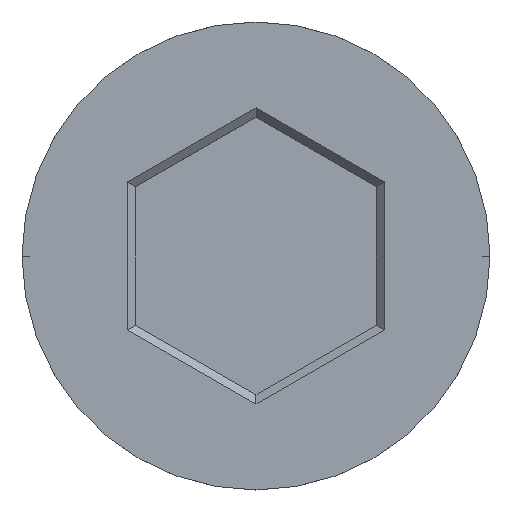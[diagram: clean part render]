
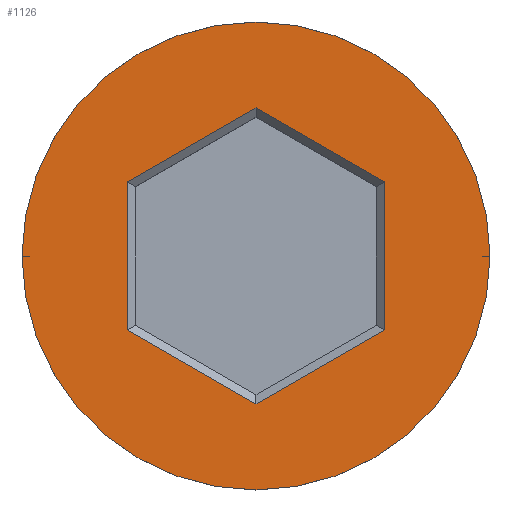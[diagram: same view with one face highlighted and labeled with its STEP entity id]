
A CAD part, top view. The second image highlights one B-rep face of the part: STEP entity #1126.
In plain terms, the highlighted planar face has unit normal (0, 0, 1).
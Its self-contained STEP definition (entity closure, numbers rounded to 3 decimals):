
#6 = DIRECTION ( 'NONE',  ( 0., -1., 0. ) ) ;
#12 = CARTESIAN_POINT ( 'NONE',  ( -5.75, 0., 0. ) ) ;
#39 = DIRECTION ( 'NONE',  ( 1., 0., 0. ) ) ;
#52 = ORIENTED_EDGE ( 'NONE', *, *, #660, .T. ) ;
#59 = EDGE_CURVE ( 'NONE', #1010, #61, #1076, .T. ) ;
#61 = VERTEX_POINT ( 'NONE', #12 ) ;
#66 = CARTESIAN_POINT ( 'NONE',  ( 0., -3.637, 0. ) ) ;
#69 = DIRECTION ( 'NONE',  ( 0.866, 0.5, 0. ) ) ;
#93 = CARTESIAN_POINT ( 'NONE',  ( -3.05, -1.876, 0. ) ) ;
#111 = EDGE_CURVE ( 'NONE', #472, #837, #673, .T. ) ;
#113 = CARTESIAN_POINT ( 'NONE',  ( -3.15, 1.819, 0. ) ) ;
#121 = CIRCLE ( 'NONE', #137, 5.75 ) ;
#136 = CARTESIAN_POINT ( 'NONE',  ( -3.15, -1.819, 0. ) ) ;
#137 = AXIS2_PLACEMENT_3D ( 'NONE', #267, #729, #150 ) ;
#146 = LINE ( 'NONE', #1363, #222 ) ;
#150 = DIRECTION ( 'NONE',  ( 1., 0., 0. ) ) ;
#172 = VERTEX_POINT ( 'NONE', #66 ) ;
#204 = ORIENTED_EDGE ( 'NONE', *, *, #250, .T. ) ;
#214 = CARTESIAN_POINT ( 'NONE',  ( 3.15, 1.819, 0. ) ) ;
#222 = VECTOR ( 'NONE', #715, 1000. ) ;
#231 = VERTEX_POINT ( 'NONE', #449 ) ;
#232 = CARTESIAN_POINT ( 'NONE',  ( 3.15, -1.703, 0. ) ) ;
#242 = VECTOR ( 'NONE', #1023, 1000. ) ;
#250 = EDGE_CURVE ( 'NONE', #837, #231, #699, .T. ) ;
#263 = FACE_BOUND ( 'NONE', #766, .T. ) ;
#267 = CARTESIAN_POINT ( 'NONE',  ( 0., 0., 0. ) ) ;
#296 = VECTOR ( 'NONE', #6, 1000. ) ;
#298 = ORIENTED_EDGE ( 'NONE', *, *, #1072, .T. ) ;
#307 = CARTESIAN_POINT ( 'NONE',  ( 0.1, -3.58, 0. ) ) ;
#376 = EDGE_CURVE ( 'NONE', #172, #647, #503, .T. ) ;
#401 = CARTESIAN_POINT ( 'NONE',  ( 0., 0., 0. ) ) ;
#439 = ORIENTED_EDGE ( 'NONE', *, *, #111, .T. ) ;
#444 = LINE ( 'NONE', #307, #1015 ) ;
#446 = ORIENTED_EDGE ( 'NONE', *, *, #376, .T. ) ;
#449 = CARTESIAN_POINT ( 'NONE',  ( 3.15, -1.819, 0. ) ) ;
#472 = VERTEX_POINT ( 'NONE', #819 ) ;
#503 = LINE ( 'NONE', #93, #533 ) ;
#506 = CARTESIAN_POINT ( 'NONE',  ( 5.75, 0., 0. ) ) ;
#510 = LINE ( 'NONE', #966, #534 ) ;
#529 = CARTESIAN_POINT ( 'NONE',  ( 0., 0., 0. ) ) ;
#533 = VECTOR ( 'NONE', #1443, 1000. ) ;
#534 = VECTOR ( 'NONE', #69, 1000. ) ;
#562 = CARTESIAN_POINT ( 'NONE',  ( 3.05, 1.876, 0. ) ) ;
#647 = VERTEX_POINT ( 'NONE', #136 ) ;
#660 = EDGE_CURVE ( 'NONE', #61, #1010, #121, .T. ) ;
#673 = LINE ( 'NONE', #562, #242 ) ;
#699 = LINE ( 'NONE', #232, #296 ) ;
#712 = PLANE ( 'NONE',  #1175 ) ;
#715 = DIRECTION ( 'NONE',  ( 0., 1., 0. ) ) ;
#729 = DIRECTION ( 'NONE',  ( 0., 0., 1. ) ) ;
#731 = EDGE_CURVE ( 'NONE', #969, #472, #510, .T. ) ;
#743 = EDGE_LOOP ( 'NONE', ( #1187, #52 ) ) ;
#766 = EDGE_LOOP ( 'NONE', ( #446, #298, #1021, #439, #204, #896 ) ) ;
#788 = EDGE_CURVE ( 'NONE', #231, #172, #444, .T. ) ;
#819 = CARTESIAN_POINT ( 'NONE',  ( 0., 3.637, 0. ) ) ;
#837 = VERTEX_POINT ( 'NONE', #214 ) ;
#863 = DIRECTION ( 'NONE',  ( -0.866, -0.5, 0. ) ) ;
#896 = ORIENTED_EDGE ( 'NONE', *, *, #788, .T. ) ;
#897 = DIRECTION ( 'NONE',  ( 0., 0., 1. ) ) ;
#960 = AXIS2_PLACEMENT_3D ( 'NONE', #529, #897, #979 ) ;
#966 = CARTESIAN_POINT ( 'NONE',  ( -0.1, 3.58, 0. ) ) ;
#969 = VERTEX_POINT ( 'NONE', #113 ) ;
#979 = DIRECTION ( 'NONE',  ( 1., 0., 0. ) ) ;
#1010 = VERTEX_POINT ( 'NONE', #506 ) ;
#1015 = VECTOR ( 'NONE', #863, 1000. ) ;
#1021 = ORIENTED_EDGE ( 'NONE', *, *, #731, .T. ) ;
#1023 = DIRECTION ( 'NONE',  ( 0.866, -0.5, 0. ) ) ;
#1063 = FACE_OUTER_BOUND ( 'NONE', #743, .T. ) ;
#1072 = EDGE_CURVE ( 'NONE', #647, #969, #146, .T. ) ;
#1076 = CIRCLE ( 'NONE', #960, 5.75 ) ;
#1126 = ADVANCED_FACE ( 'NONE', ( #263, #1063 ), #712, .T. ) ;
#1154 = DIRECTION ( 'NONE',  ( 0., 0., 1. ) ) ;
#1175 = AXIS2_PLACEMENT_3D ( 'NONE', #401, #1154, #39 ) ;
#1187 = ORIENTED_EDGE ( 'NONE', *, *, #59, .T. ) ;
#1363 = CARTESIAN_POINT ( 'NONE',  ( -3.15, 1.703, 0. ) ) ;
#1443 = DIRECTION ( 'NONE',  ( -0.866, 0.5, 0. ) ) ;
